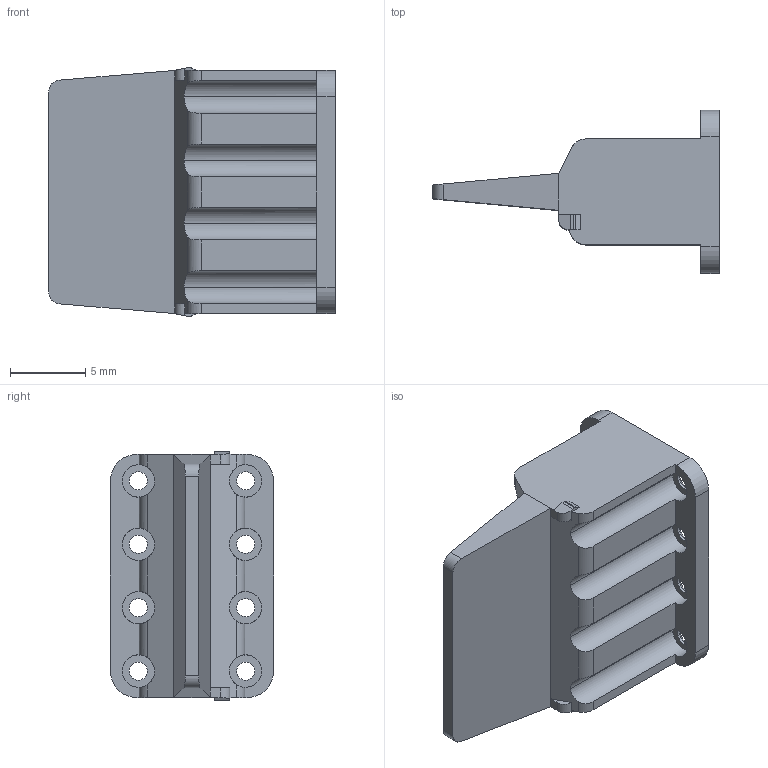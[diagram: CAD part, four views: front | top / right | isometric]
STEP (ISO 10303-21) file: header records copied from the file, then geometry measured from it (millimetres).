
FILE_DESCRIPTION((''),'2;1');
FILE_NAME('AWM-8S','2014-11-03T',('Orion.Li'),(''),'PRO/ENGINEER BY PARAMETRIC TECHNOLOGY CORPORATION, 2013230','PRO/ENGINEER BY PARAMETRIC TECHNOLOGY CORPORATION, 2013230','');
FILE_SCHEMA(('CONFIG_CONTROL_DESIGN'));
Length unit declared in the file: millimetre
Products named in the file (1): AWM-8S
Bounding box: 19 x 10.8 x 16.45 mm (x, y, z)
Volume: 878.6 mm3; surface area: 1515 mm2
Topology: 1 solids, 1 shells, 132 faces, 352 edges, 224 vertices
Faces by surface type: cylinder 60, plane 56, cone 16
Entity records: 4366 total; most frequent: CARTESIAN_POINT 1018, ORIENTED_EDGE 704, DIRECTION 668, EDGE_CURVE 352, AXIS2_PLACEMENT_3D 230, VERTEX_POINT 224, VECTOR 208, LINE 208
